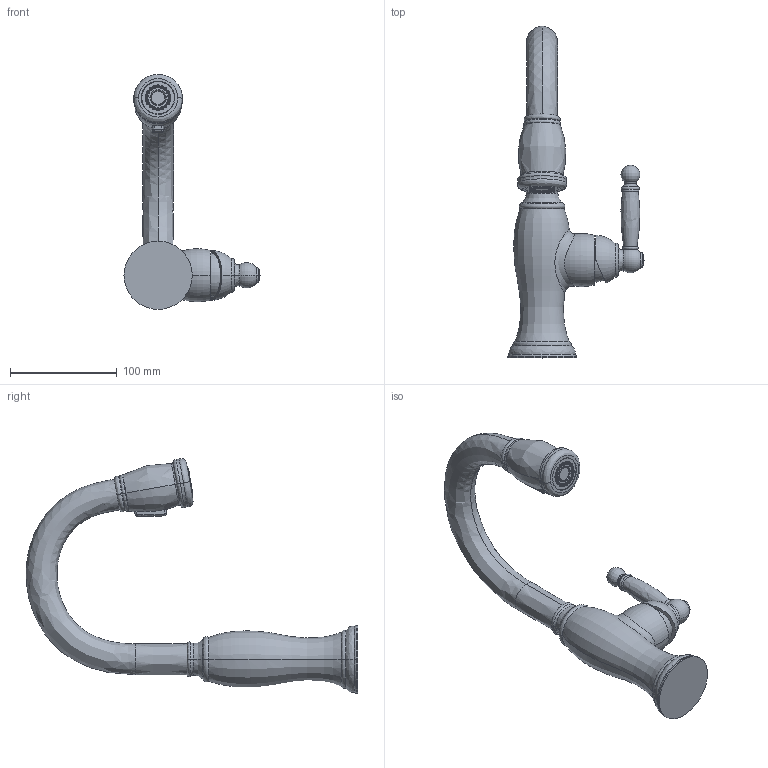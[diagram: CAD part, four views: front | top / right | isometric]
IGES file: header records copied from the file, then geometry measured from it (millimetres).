
Start section:  PTC IGES file: 2510-5203.igs
Global section: file name: 2510-5203.igs; native system: Creo Parametric by PTC Inc.; preprocessor: 2018400; author: jinson.thomas; organization: Unknown; date: 20210408.112752; units: inch
Bounding box: 127.61 x 311.05 x 220.2 mm (x, y, z)
Volume: 667786.7 mm3; surface area: 78711.6 mm2
Topology: 1 solids, 1 shells, 288 faces, 616 edges, 363 vertices
Faces by surface type: revolution 226, bspline 62
